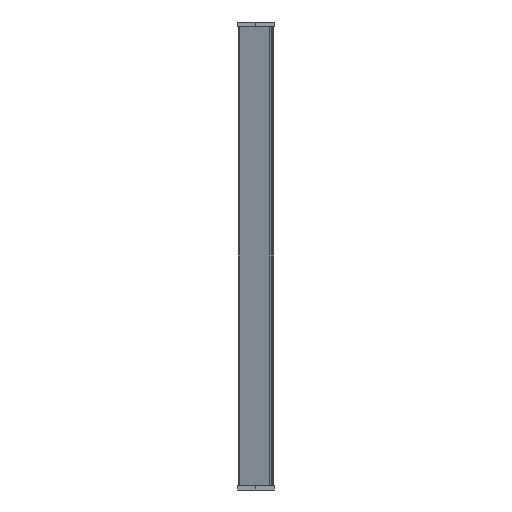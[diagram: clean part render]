
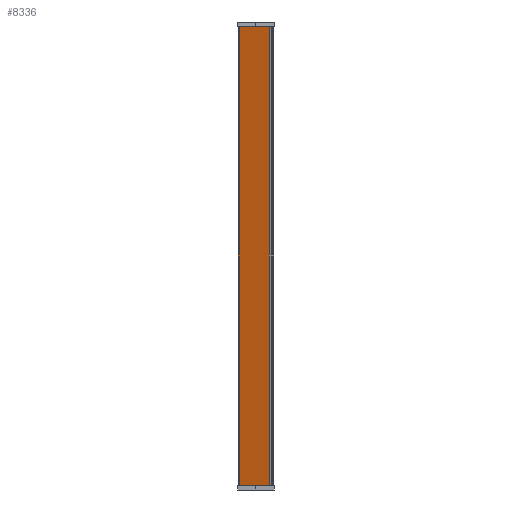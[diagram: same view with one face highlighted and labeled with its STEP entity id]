
A CAD part, left-side view. The second image highlights one B-rep face of the part: STEP entity #8336.
In plain terms, the highlighted planar face has unit normal (-0.94, 0.342, 0).
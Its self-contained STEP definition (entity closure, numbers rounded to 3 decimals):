
#725 = EDGE_CURVE ( 'NONE', #6429, #6819, #7778, .T. ) ;
#911 = CARTESIAN_POINT ( 'NONE',  ( -6.955, -35.684, 0. ) ) ;
#1288 = VERTEX_POINT ( 'NONE', #4852 ) ;
#1319 = LINE ( 'NONE', #5470, #5086 ) ;
#1395 = CARTESIAN_POINT ( 'NONE',  ( -7.597, -37.45, -500. ) ) ;
#1674 = CARTESIAN_POINT ( 'NONE',  ( -6.955, -35.684, -500. ) ) ;
#2091 = EDGE_CURVE ( 'NONE', #10997, #6429, #1319, .T. ) ;
#2796 = CARTESIAN_POINT ( 'NONE',  ( 6.033, 0., 0. ) ) ;
#2947 = DIRECTION ( 'NONE',  ( 0.94, -0.342, 0. ) ) ;
#2980 = DIRECTION ( 'NONE',  ( 0., 0., 1. ) ) ;
#3000 = CARTESIAN_POINT ( 'NONE',  ( 6.033, 0., -500. ) ) ;
#3405 = CARTESIAN_POINT ( 'NONE',  ( 6.033, 0., -500. ) ) ;
#3486 = ORIENTED_EDGE ( 'NONE', *, *, #15593, .F. ) ;
#3552 = LINE ( 'NONE', #2796, #14449 ) ;
#3688 = ORIENTED_EDGE ( 'NONE', *, *, #4523, .T. ) ;
#4017 = VECTOR ( 'NONE', #12669, 1000. ) ;
#4109 = EDGE_CURVE ( 'NONE', #15734, #11817, #6276, .T. ) ;
#4232 = DIRECTION ( 'NONE',  ( 0.342, 0.94, 0. ) ) ;
#4430 = PLANE ( 'NONE',  #16356 ) ;
#4523 = EDGE_CURVE ( 'NONE', #4834, #11817, #16248, .T. ) ;
#4834 = VERTEX_POINT ( 'NONE', #8409 ) ;
#4852 = CARTESIAN_POINT ( 'NONE',  ( 5.075, -2.632, -500. ) ) ;
#5086 = VECTOR ( 'NONE', #13971, 1000. ) ;
#5171 = VECTOR ( 'NONE', #8536, 1000. ) ;
#5224 = ORIENTED_EDGE ( 'NONE', *, *, #12770, .T. ) ;
#5470 = CARTESIAN_POINT ( 'NONE',  ( 6.033, 0., 0. ) ) ;
#5834 = VECTOR ( 'NONE', #15301, 1000. ) ;
#5983 = VECTOR ( 'NONE', #8702, 1000. ) ;
#6273 = EDGE_CURVE ( 'NONE', #1288, #15734, #12210, .T. ) ;
#6276 = LINE ( 'NONE', #12905, #16267 ) ;
#6429 = VERTEX_POINT ( 'NONE', #12902 ) ;
#6794 = CARTESIAN_POINT ( 'NONE',  ( 6.361, 0.9, 0. ) ) ;
#6819 = VERTEX_POINT ( 'NONE', #15596 ) ;
#6881 = DIRECTION ( 'NONE',  ( 0.342, 0.94, 0. ) ) ;
#7778 = LINE ( 'NONE', #9825, #4017 ) ;
#7975 = EDGE_CURVE ( 'NONE', #10997, #4834, #3552, .T. ) ;
#8336 = ADVANCED_FACE ( 'NONE', ( #15304 ), #4430, .F. ) ;
#8409 = CARTESIAN_POINT ( 'NONE',  ( 5.075, -2.632, 0. ) ) ;
#8536 = DIRECTION ( 'NONE',  ( -0.342, -0.94, 0. ) ) ;
#8702 = DIRECTION ( 'NONE',  ( 0.342, 0.94, 0. ) ) ;
#9390 = LINE ( 'NONE', #1395, #5171 ) ;
#9751 = EDGE_LOOP ( 'NONE', ( #10182, #3688, #11632, #15358, #3486, #5224, #16780, #15055 ) ) ;
#9771 = LINE ( 'NONE', #14348, #5983 ) ;
#9825 = CARTESIAN_POINT ( 'NONE',  ( -7.434, -37., -500. ) ) ;
#10182 = ORIENTED_EDGE ( 'NONE', *, *, #7975, .T. ) ;
#10997 = VERTEX_POINT ( 'NONE', #911 ) ;
#11632 = ORIENTED_EDGE ( 'NONE', *, *, #4109, .F. ) ;
#11817 = VERTEX_POINT ( 'NONE', #14137 ) ;
#12210 = LINE ( 'NONE', #16816, #13113 ) ;
#12669 = DIRECTION ( 'NONE',  ( 0., 0., -1. ) ) ;
#12770 = EDGE_CURVE ( 'NONE', #17732, #6819, #9390, .T. ) ;
#12902 = CARTESIAN_POINT ( 'NONE',  ( -7.434, -37., 0. ) ) ;
#12905 = CARTESIAN_POINT ( 'NONE',  ( 6.033, 0., -500. ) ) ;
#13113 = VECTOR ( 'NONE', #6881, 1000. ) ;
#13971 = DIRECTION ( 'NONE',  ( -0.342, -0.94, 0. ) ) ;
#14137 = CARTESIAN_POINT ( 'NONE',  ( 6.033, 0., 0. ) ) ;
#14348 = CARTESIAN_POINT ( 'NONE',  ( 6.033, 0., -500. ) ) ;
#14363 = DIRECTION ( 'NONE',  ( 0.342, 0.94, 0. ) ) ;
#14449 = VECTOR ( 'NONE', #4232, 1000. ) ;
#15055 = ORIENTED_EDGE ( 'NONE', *, *, #2091, .F. ) ;
#15301 = DIRECTION ( 'NONE',  ( 0.342, 0.94, 0. ) ) ;
#15304 = FACE_OUTER_BOUND ( 'NONE', #9751, .T. ) ;
#15358 = ORIENTED_EDGE ( 'NONE', *, *, #6273, .F. ) ;
#15593 = EDGE_CURVE ( 'NONE', #17732, #1288, #9771, .T. ) ;
#15596 = CARTESIAN_POINT ( 'NONE',  ( -7.434, -37., -500. ) ) ;
#15734 = VERTEX_POINT ( 'NONE', #3405 ) ;
#16248 = LINE ( 'NONE', #6794, #5834 ) ;
#16267 = VECTOR ( 'NONE', #2980, 1000. ) ;
#16356 = AXIS2_PLACEMENT_3D ( 'NONE', #3000, #2947, #14363 ) ;
#16780 = ORIENTED_EDGE ( 'NONE', *, *, #725, .F. ) ;
#16816 = CARTESIAN_POINT ( 'NONE',  ( 6.033, 0., -500. ) ) ;
#17732 = VERTEX_POINT ( 'NONE', #1674 ) ;
